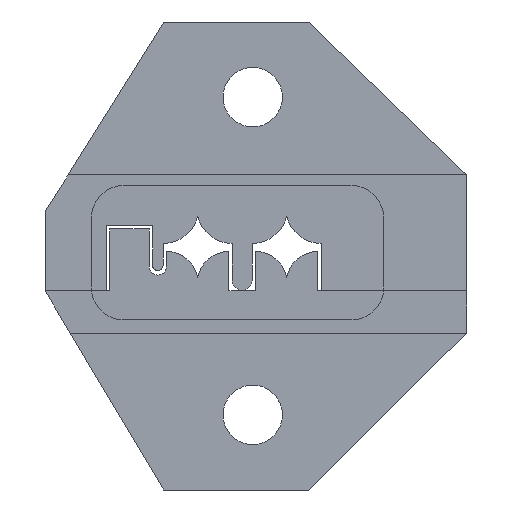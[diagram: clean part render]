
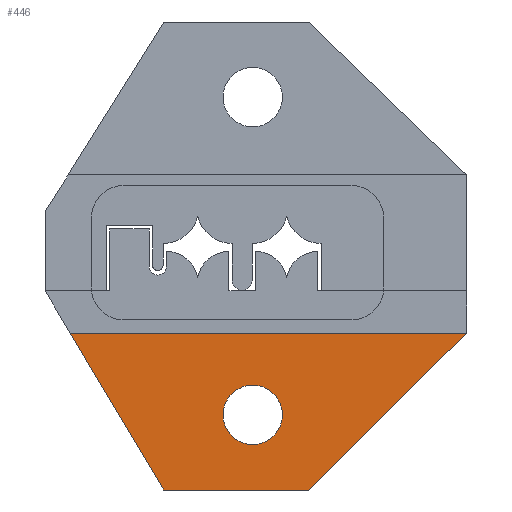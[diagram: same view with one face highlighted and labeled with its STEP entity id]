
A CAD part, left-side view. The second image highlights one B-rep face of the part: STEP entity #446.
In plain terms, the highlighted planar face has unit normal (-1, 0, 0).
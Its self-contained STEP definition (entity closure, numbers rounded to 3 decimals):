
#446=ADVANCED_FACE('',(#1232,#1233),#588,.T.);
#588=PLANE('',#3508);
#661=CIRCLE('',#3502,2.25);
#858=LINE('',#6024,#1129);
#867=LINE('',#6042,#1138);
#868=LINE('',#6044,#1139);
#869=LINE('',#6046,#1140);
#1129=VECTOR('',#4059,1.);
#1138=VECTOR('',#4072,1.);
#1139=VECTOR('',#4075,1.);
#1140=VECTOR('',#4076,1.);
#1232=FACE_BOUND('',#1391,.T.);
#1233=FACE_BOUND('',#1392,.T.);
#1391=EDGE_LOOP('',(#2138));
#1392=EDGE_LOOP('',(#2139,#2140,#2141,#2142));
#2138=ORIENTED_EDGE('',*,*,#3057,.F.);
#2139=ORIENTED_EDGE('',*,*,#3061,.T.);
#2140=ORIENTED_EDGE('',*,*,#3070,.F.);
#2141=ORIENTED_EDGE('',*,*,#3071,.T.);
#2142=ORIENTED_EDGE('',*,*,#3072,.F.);
#2638=VERTEX_POINT('',#6015);
#2642=VERTEX_POINT('',#6023);
#2643=VERTEX_POINT('',#6025);
#2649=VERTEX_POINT('',#6041);
#2650=VERTEX_POINT('',#6045);
#3057=EDGE_CURVE('',#2638,#2638,#661,.T.);
#3061=EDGE_CURVE('',#2643,#2642,#858,.T.);
#3070=EDGE_CURVE('',#2649,#2642,#867,.T.);
#3071=EDGE_CURVE('',#2649,#2650,#868,.T.);
#3072=EDGE_CURVE('',#2643,#2650,#869,.T.);
#3502=AXIS2_PLACEMENT_3D('',#6014,#4051,#4052);
#3508=AXIS2_PLACEMENT_3D('',#6047,#4077,#4078);
#4051=DIRECTION('',(-1.,0.,0.));
#4052=DIRECTION('',(0.,0.,1.));
#4059=DIRECTION('',(0.,-0.71,0.704));
#4072=DIRECTION('',(0.,-1.,0.));
#4075=DIRECTION('',(0.,-0.512,-0.859));
#4076=DIRECTION('',(0.,1.,0.));
#4077=DIRECTION('',(-1.,0.,0.));
#4078=DIRECTION('',(0.,0.,1.));
#6014=CARTESIAN_POINT('',(2.05,16.25,-6.2));
#6015=CARTESIAN_POINT('',(2.05,16.25,-3.95));
#6023=CARTESIAN_POINT('',(2.05,0.,0.));
#6024=CARTESIAN_POINT('',(2.05,0.,0.));
#6025=CARTESIAN_POINT('',(2.05,12.,-11.9));
#6041=CARTESIAN_POINT('',(2.05,30.093,0.));
#6042=CARTESIAN_POINT('',(2.05,-10.,0.));
#6044=CARTESIAN_POINT('',(2.05,23.,-11.9));
#6045=CARTESIAN_POINT('',(2.05,23.,-11.9));
#6046=CARTESIAN_POINT('',(2.05,-10.,-11.9));
#6047=CARTESIAN_POINT('',(2.05,-10.,-11.9));
